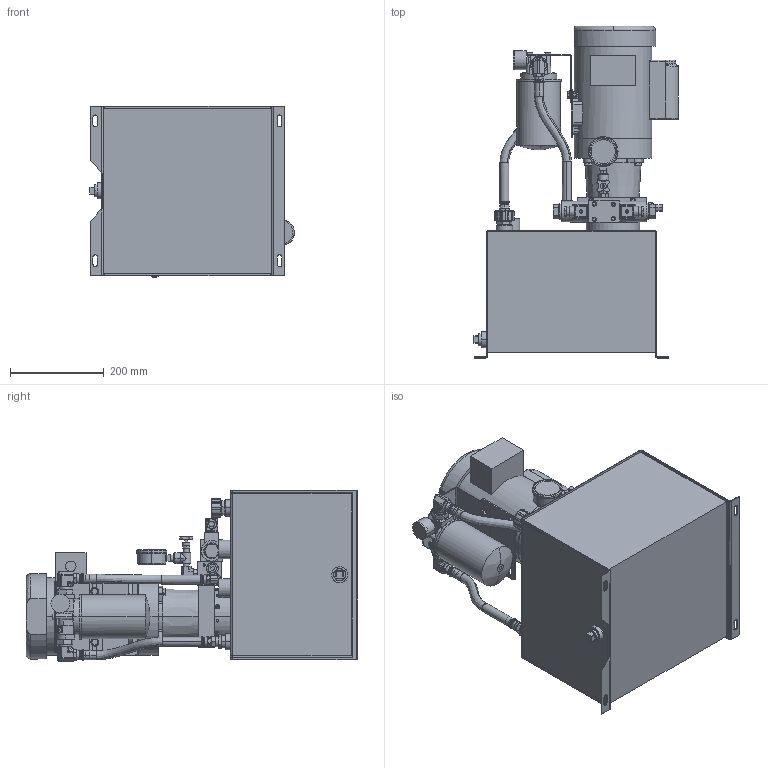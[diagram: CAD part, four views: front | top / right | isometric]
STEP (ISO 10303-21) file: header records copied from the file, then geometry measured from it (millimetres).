
FILE_DESCRIPTION (( 'STEP AP203' ), '1' );
FILE_NAME ('51045050007.step', '2024-03-06T20:05:07', ( '' ), ( '' ), 'SwSTEP 2.0', 'SolidWorks 2023', '' );
FILE_SCHEMA (( 'CONFIG_CONTROL_DESIGN' ));
Products named in the file (1): 51045050007
Bounding box: 437.69 x 708.63 x 367.06 mm (x, y, z)
Volume: 12713229.9 mm3; surface area: 2205783.1 mm2
Topology: 56 solids, 71 shells, 3407 faces, 8486 edges, 5347 vertices
Faces by surface type: plane 1376, cylinder 1088, cone 631, bspline 304, torus 8
Entity records: 133033 total; most frequent: CARTESIAN_POINT 53384, ORIENTED_EDGE 16684, DIRECTION 16348, EDGE_CURVE 8342, AXIS2_PLACEMENT_3D 6181, VERTEX_POINT 5345, VECTOR 3986, LINE 3986
